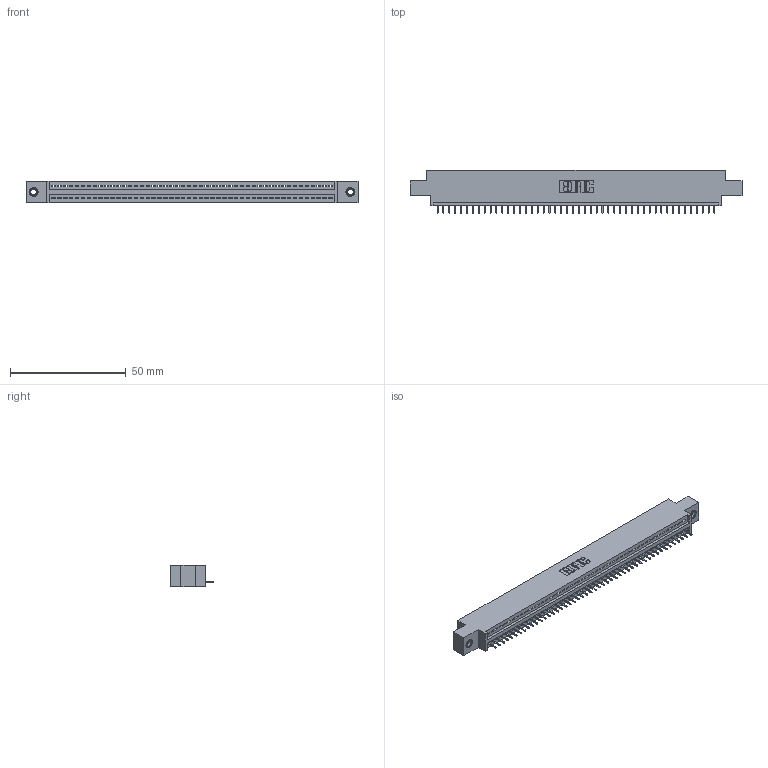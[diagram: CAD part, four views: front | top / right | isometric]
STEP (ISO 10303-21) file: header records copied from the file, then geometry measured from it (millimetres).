
FILE_DESCRIPTION (( 'STEP AP203' ), '1' );
FILE_NAME ('395-048-525-607.STEP', '2020-09-24T08:36:57', ( '' ), ( '' ), 'SwSTEP 2.0', 'SolidWorks 2020', '' );
FILE_SCHEMA (( 'CONFIG_CONTROL_DESIGN' ));
Length unit declared in the file: inch
Products named in the file (4): 395-048-525-607; 345 Part_0.170 Offset - 0.156 Dia-TI; 345-250-001_345-250-005-103; 345-292-001_345-293-125
Assembly tree (51 placements, depth 2):
  395-048-525-607
    345 Part_0.170 Offset - 0.156 Dia-TI
    345-292-001_345-293-125  x48
    345-250-001_345-250-005-103  x2
Bounding box: 143.13 x 18.72 x 9.4 mm (x, y, z)
Volume: 13320.8 mm3; surface area: 17289.3 mm2
Topology: 51 solids, 51 shells, 3166 faces, 9129 edges, 5886 vertices
Faces by surface type: plane 2324, cylinder 826, cone 12, torus 4
Entity records: 36710 total; most frequent: CARTESIAN_POINT 6339, ORIENTED_EDGE 6314, DIRECTION 5555, EDGE_CURVE 3157, LINE 2817, VECTOR 2817, VERTEX_POINT 2096, AXIS2_PLACEMENT_3D 1369
